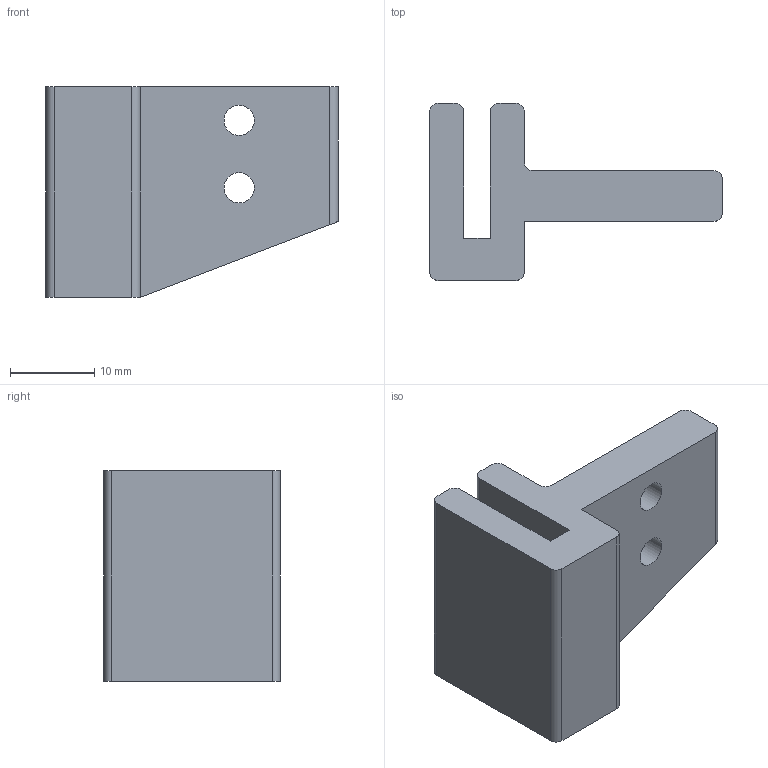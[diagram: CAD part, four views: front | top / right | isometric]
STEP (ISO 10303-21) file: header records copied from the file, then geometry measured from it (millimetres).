
FILE_DESCRIPTION(/* description */ (''),/* implementation_level */ '2;1');
FILE_NAME(/* name */ 'ZBracket.stp',/* time_stamp */ '2015-09-06T12:41:56-04:00',/* author */ ('Justine Haupt'),/* organization */ (''),/* preprocessor_version */ 'ST-DEVELOPER v15.6',/* originating_system */ 'Autodesk Inventor 2015',/* authorisation */ '');
FILE_SCHEMA (('AUTOMOTIVE_DESIGN { 1 0 10303 214 3 1 1 }'));
Length unit declared in the file: millimetre
Products named in the file (1): ZBracket
Bounding box: 34.7 x 21 x 25 mm (x, y, z)
Volume: 7254.5 mm3; surface area: 4021.4 mm2
Topology: 1 solids, 1 shells, 40 faces, 108 edges, 72 vertices
Faces by surface type: plane 29, cylinder 11
Full cylindrical faces by diameter (mm): 3.6 x2
Entity records: 1258 total; most frequent: CARTESIAN_POINT 215, ORIENTED_EDGE 208, DIRECTION 208, EDGE_CURVE 104, LINE 82, VECTOR 82, VERTEX_POINT 70, AXIS2_PLACEMENT_3D 63
